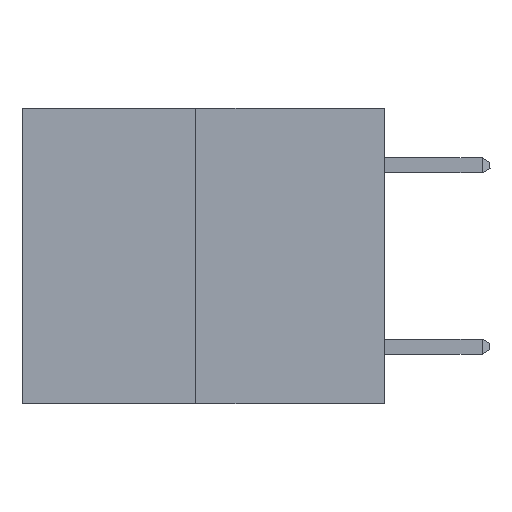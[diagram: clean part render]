
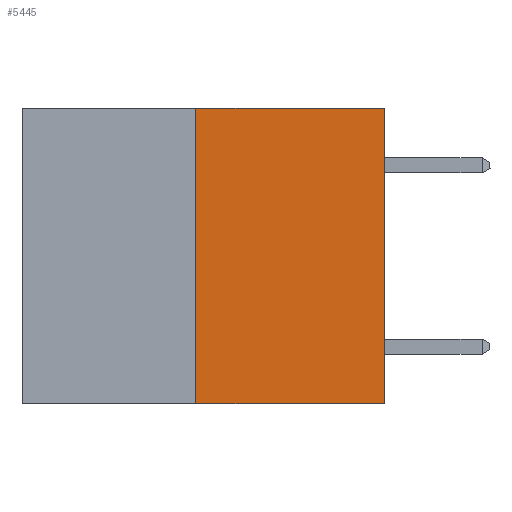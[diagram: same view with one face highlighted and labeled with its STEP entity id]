
A CAD part, left-side view. The second image highlights one B-rep face of the part: STEP entity #5445.
In plain terms, the highlighted planar face has unit normal (-1, 0, 0).
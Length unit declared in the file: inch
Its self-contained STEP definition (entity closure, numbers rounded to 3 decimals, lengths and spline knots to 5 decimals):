
#106 = CARTESIAN_POINT ( 'NONE',  ( 0., 0.312, -0.49 ) ) ;
#301 = VECTOR ( 'NONE', #19475, 39.37008 ) ;
#794 = EDGE_CURVE ( 'NONE', #10344, #13674, #21078, .T. ) ;
#1129 = CARTESIAN_POINT ( 'NONE',  ( 0., 0., 0. ) ) ;
#1971 = LINE ( 'NONE', #17449, #17841 ) ;
#2038 = CARTESIAN_POINT ( 'NONE',  ( 0., 0., 0. ) ) ;
#3574 = VECTOR ( 'NONE', #15117, 39.37008 ) ;
#3903 = VERTEX_POINT ( 'NONE', #106 ) ;
#3987 = ORIENTED_EDGE ( 'NONE', *, *, #14889, .T. ) ;
#4513 = LINE ( 'NONE', #13364, #13312 ) ;
#4796 = DIRECTION ( 'NONE',  ( 0., 0., 1. ) ) ;
#5445 = ADVANCED_FACE ( 'NONE', ( #18370 ), #20935, .F. ) ;
#5553 = CARTESIAN_POINT ( 'NONE',  ( 0., 0., -0.49 ) ) ;
#8147 = EDGE_CURVE ( 'NONE', #3903, #20363, #4513, .T. ) ;
#8643 = EDGE_LOOP ( 'NONE', ( #16172, #3987, #10361, #19859 ) ) ;
#10344 = VERTEX_POINT ( 'NONE', #5553 ) ;
#10361 = ORIENTED_EDGE ( 'NONE', *, *, #794, .T. ) ;
#11198 = EDGE_CURVE ( 'NONE', #20363, #13674, #18648, .T. ) ;
#11389 = CARTESIAN_POINT ( 'NONE',  ( 0., 0.6, 0. ) ) ;
#13312 = VECTOR ( 'NONE', #4796, 39.37008 ) ;
#13364 = CARTESIAN_POINT ( 'NONE',  ( 0., 0.312, -0.49 ) ) ;
#13674 = VERTEX_POINT ( 'NONE', #1129 ) ;
#13740 = CARTESIAN_POINT ( 'NONE',  ( 0., 0.6, 0. ) ) ;
#14889 = EDGE_CURVE ( 'NONE', #3903, #10344, #1971, .T. ) ;
#15117 = DIRECTION ( 'NONE',  ( 0., -1., 0. ) ) ;
#16172 = ORIENTED_EDGE ( 'NONE', *, *, #8147, .F. ) ;
#17449 = CARTESIAN_POINT ( 'NONE',  ( 0., 0.6, -0.49 ) ) ;
#17841 = VECTOR ( 'NONE', #19274, 39.37008 ) ;
#17918 = CARTESIAN_POINT ( 'NONE',  ( 0., 0.312, 0. ) ) ;
#18370 = FACE_OUTER_BOUND ( 'NONE', #8643, .T. ) ;
#18648 = LINE ( 'NONE', #11389, #3574 ) ;
#18945 = DIRECTION ( 'NONE',  ( 0., 0., -1. ) ) ;
#19274 = DIRECTION ( 'NONE',  ( 0., -1., 0. ) ) ;
#19381 = DIRECTION ( 'NONE',  ( 1., 0., 0. ) ) ;
#19475 = DIRECTION ( 'NONE',  ( 0., 0., 1. ) ) ;
#19859 = ORIENTED_EDGE ( 'NONE', *, *, #11198, .F. ) ;
#20363 = VERTEX_POINT ( 'NONE', #17918 ) ;
#20459 = AXIS2_PLACEMENT_3D ( 'NONE', #13740, #19381, #18945 ) ;
#20935 = PLANE ( 'NONE',  #20459 ) ;
#21078 = LINE ( 'NONE', #2038, #301 ) ;
